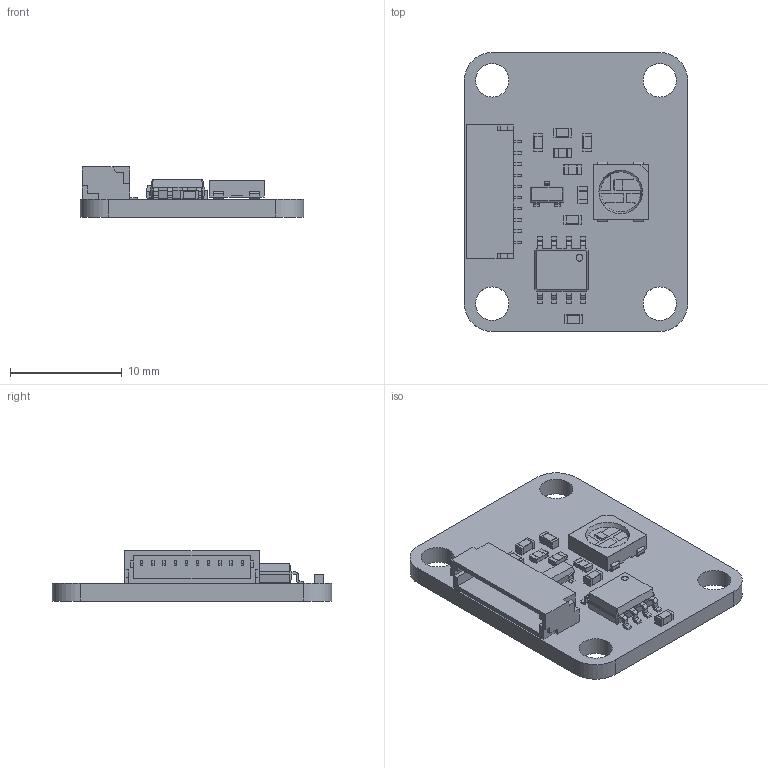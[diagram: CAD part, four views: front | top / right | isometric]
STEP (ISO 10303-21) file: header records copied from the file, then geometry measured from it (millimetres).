
FILE_DESCRIPTION(('FreeCAD Model'),'2;1');
FILE_NAME('rgb-led.step', '2017-08-01T17:26:40',('kicad StepUp'),('ksu MCAD'), 'Open CASCADE STEP processor 6.8','FreeCAD','Unknown');
FILE_SCHEMA(('AUTOMOTIVE_DESIGN_CC2 { 1 2 10303 214 -1 1 5 4 }'));
Length unit declared in the file: millimetre
Products named in the file (13): Pcb; R_0603_; R_0603_001; R_0603_002; C_0603_; C_0603_001; C_0603_002; C_0603_003; C_0603_004; SOT23_; WS2812B_5050_; soic_8_39x49_p127_; SM10B-SRSS_
Bounding box: 20 x 25 x 4.5 mm (x, y, z)
Volume: 902 mm3; surface area: 1666 mm2
Topology: 13 solids, 13 shells, 665 faces, 1786 edges, 1172 vertices
Faces by surface type: plane 481, cylinder 151, bspline 32, cone 1
Full cylindrical faces by diameter (mm): 0.6 x1, 1.146 x1, 3 x4, 3.894 x1
Entity records: 25280 total; most frequent: CARTESIAN_POINT 3754, ORIENTED_EDGE 3572, DIRECTION 3342, EDGE_CURVE 1786, LINE 1430, VECTOR 1430, VERTEX_POINT 1172, AXIS2_PLACEMENT_3D 956
